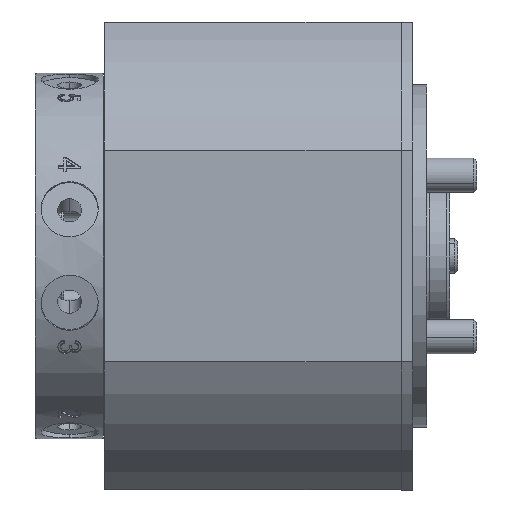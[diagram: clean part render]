
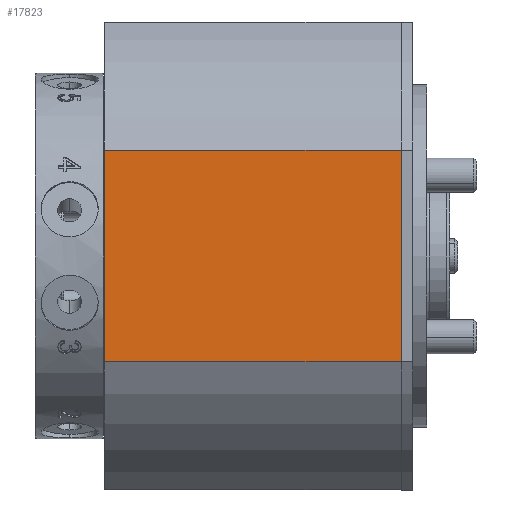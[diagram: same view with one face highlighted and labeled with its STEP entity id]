
A CAD part, left-side view. The second image highlights one B-rep face of the part: STEP entity #17823.
In plain terms, the highlighted planar face has unit normal (-1, 0, 0).
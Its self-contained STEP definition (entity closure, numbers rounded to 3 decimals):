
#1436 = CARTESIAN_POINT ( 'NONE',  ( -41., 4.5, 18.547 ) ) ;
#2467 = CARTESIAN_POINT ( 'NONE',  ( -41., 56.5, 0. ) ) ;
#3208 = VERTEX_POINT ( 'NONE', #15195 ) ;
#3359 = CARTESIAN_POINT ( 'NONE',  ( -41., -2.4, 18.547 ) ) ;
#4791 = FACE_OUTER_BOUND ( 'NONE', #20305, .T. ) ;
#4893 = DIRECTION ( 'NONE',  ( 0., 0., -1. ) ) ;
#5084 = EDGE_CURVE ( 'NONE', #10004, #3208, #36930, .T. ) ;
#7202 = ORIENTED_EDGE ( 'NONE', *, *, #5084, .T. ) ;
#9141 = EDGE_CURVE ( 'NONE', #21553, #10004, #22547, .T. ) ;
#10001 = ORIENTED_EDGE ( 'NONE', *, *, #35068, .T. ) ;
#10004 = VERTEX_POINT ( 'NONE', #28047 ) ;
#13641 = VECTOR ( 'NONE', #36997, 1000. ) ;
#15195 = CARTESIAN_POINT ( 'NONE',  ( -41., 56.5, -18.547 ) ) ;
#16261 = VECTOR ( 'NONE', #22336, 1000. ) ;
#17823 = ADVANCED_FACE ( 'NONE', ( #4791 ), #41747, .T. ) ;
#20305 = EDGE_LOOP ( 'NONE', ( #10001, #20637, #31317, #7202 ) ) ;
#20637 = ORIENTED_EDGE ( 'NONE', *, *, #35793, .T. ) ;
#21553 = VERTEX_POINT ( 'NONE', #1436 ) ;
#21645 = CARTESIAN_POINT ( 'NONE',  ( -41., 56.5, -41. ) ) ;
#22336 = DIRECTION ( 'NONE',  ( 0., -1., 0. ) ) ;
#22547 = LINE ( 'NONE', #3359, #13641 ) ;
#24983 = DIRECTION ( 'NONE',  ( -1., 0., 0. ) ) ;
#27066 = VECTOR ( 'NONE', #38656, 1000. ) ;
#27242 = DIRECTION ( 'NONE',  ( 0., 0., -1. ) ) ;
#28047 = CARTESIAN_POINT ( 'NONE',  ( -41., 56.5, 18.547 ) ) ;
#29035 = VECTOR ( 'NONE', #27242, 1000. ) ;
#31317 = ORIENTED_EDGE ( 'NONE', *, *, #9141, .T. ) ;
#32078 = AXIS2_PLACEMENT_3D ( 'NONE', #21645, #24983, #4893 ) ;
#34963 = VERTEX_POINT ( 'NONE', #38515 ) ;
#35068 = EDGE_CURVE ( 'NONE', #3208, #34963, #41977, .T. ) ;
#35552 = CARTESIAN_POINT ( 'NONE',  ( -41., 4.5, 0. ) ) ;
#35793 = EDGE_CURVE ( 'NONE', #34963, #21553, #36060, .T. ) ;
#36060 = LINE ( 'NONE', #35552, #27066 ) ;
#36930 = LINE ( 'NONE', #2467, #29035 ) ;
#36997 = DIRECTION ( 'NONE',  ( 0., 1., 0. ) ) ;
#38515 = CARTESIAN_POINT ( 'NONE',  ( -41., 4.5, -18.547 ) ) ;
#38656 = DIRECTION ( 'NONE',  ( 0., 0., 1. ) ) ;
#41747 = PLANE ( 'NONE',  #32078 ) ;
#41977 = LINE ( 'NONE', #42439, #16261 ) ;
#42439 = CARTESIAN_POINT ( 'NONE',  ( -41., -2.4, -18.547 ) ) ;
